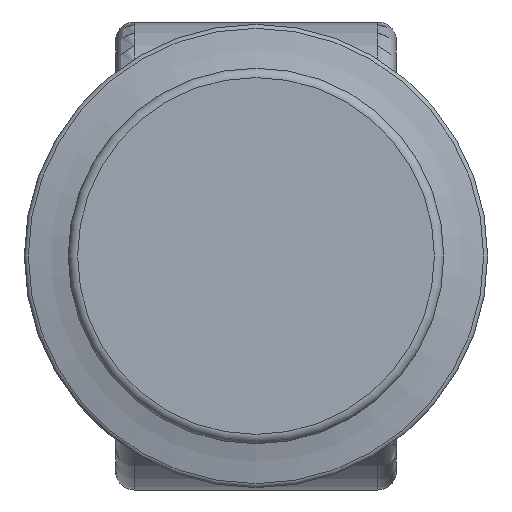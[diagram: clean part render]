
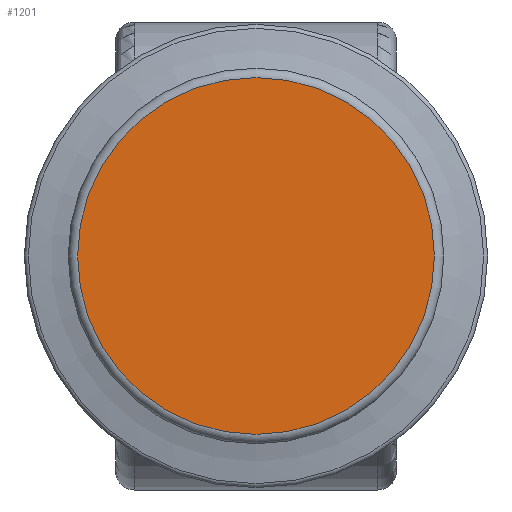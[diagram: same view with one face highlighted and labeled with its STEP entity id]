
A CAD part, left-side view. The second image highlights one B-rep face of the part: STEP entity #1201.
In plain terms, the highlighted planar face has unit normal (-1, 0, 0).
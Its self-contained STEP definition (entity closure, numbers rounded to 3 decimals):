
#233=ORIENTED_EDGE('',*,*,#587,.T.);
#587=EDGE_CURVE('',#764,#764,#875,.T.);
#764=VERTEX_POINT('',#2420);
#875=CIRCLE('',#1833,19.063);
#967=EDGE_LOOP('',(#233));
#1077=FACE_BOUND('',#967,.T.);
#1187=PLANE('',#1832);
#1201=ADVANCED_FACE('',(#1077),#1187,.T.);
#1832=AXIS2_PLACEMENT_3D('',#2418,#2011,#2012);
#1833=AXIS2_PLACEMENT_3D('',#2419,#2013,#2014);
#2011=DIRECTION('',(-1.,0.,0.));
#2012=DIRECTION('',(0.,-1.,0.));
#2013=DIRECTION('',(-1.,0.,0.));
#2014=DIRECTION('',(0.,-1.,0.));
#2418=CARTESIAN_POINT('',(-121.,0.,0.));
#2419=CARTESIAN_POINT('',(-121.,0.,0.));
#2420=CARTESIAN_POINT('',(-121.,-19.063,0.));
